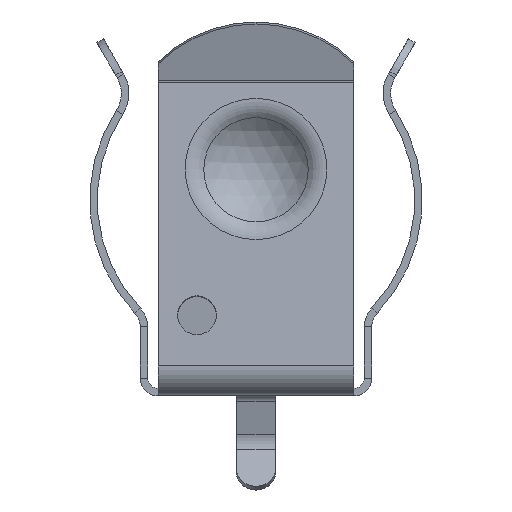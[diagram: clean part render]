
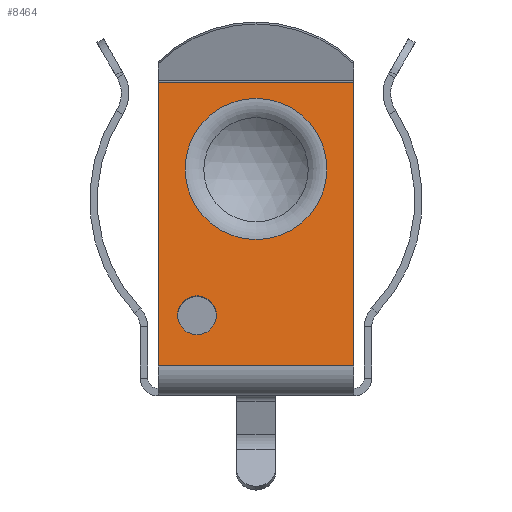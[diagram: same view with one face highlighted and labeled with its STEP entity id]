
A CAD part, front view. The second image highlights one B-rep face of the part: STEP entity #8464.
In plain terms, the highlighted planar face has unit normal (0, -0.996, 0.087).
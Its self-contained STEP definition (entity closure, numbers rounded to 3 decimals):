
#8312 = CYLINDRICAL_SURFACE('',#8313,0.787);
#8313 = AXIS2_PLACEMENT_3D('',#8314,#8315,#8316);
#8314 = CARTESIAN_POINT('',(-2.388,-26.101,3.265));
#8315 = DIRECTION('',(0.,0.996,
    -0.087));
#8316 = DIRECTION('',(0.,-0.087,
    -0.996));
#8343 = PLANE('',#8344);
#8344 = AXIS2_PLACEMENT_3D('',#8345,#8346,#8347);
#8345 = CARTESIAN_POINT('',(3.962,-25.278,12.679));
#8346 = DIRECTION('',(-1.,0.,0.));
#8347 = DIRECTION('',(0.,0.,1.));
#8398 = PLANE('',#8399);
#8399 = AXIS2_PLACEMENT_3D('',#8400,#8401,#8402);
#8400 = CARTESIAN_POINT('',(-3.962,-26.358,0.331));
#8401 = DIRECTION('',(1.,0.,0.));
#8402 = DIRECTION('',(0.,0.,-1.));
#8464 = ADVANCED_FACE('',(#8465,#8572,#8597),#8479,.F.);
#8465 = FACE_BOUND('',#8466,.T.);
#8466 = EDGE_LOOP('',(#8467,#8501,#8524,#8551));
#8467 = ORIENTED_EDGE('',*,*,#8468,.F.);
#8468 = EDGE_CURVE('',#8469,#8471,#8473,.T.);
#8469 = VERTEX_POINT('',#8470);
#8470 = CARTESIAN_POINT('',(3.962,-26.281,1.215));
#8471 = VERTEX_POINT('',#8472);
#8472 = CARTESIAN_POINT('',(-3.962,-26.281,1.215));
#8473 = SURFACE_CURVE('',#8474,(#8478,#8490),.PCURVE_S1.);
#8474 = LINE('',#8475,#8476);
#8475 = CARTESIAN_POINT('',(-3.962,-26.281,1.215));
#8476 = VECTOR('',#8477,1.);
#8477 = DIRECTION('',(-1.,0.,0.));
#8478 = PCURVE('',#8479,#8484);
#8479 = PLANE('',#8480);
#8480 = AXIS2_PLACEMENT_3D('',#8481,#8482,#8483);
#8481 = CARTESIAN_POINT('',(0.,-26.336,
    0.58));
#8482 = DIRECTION('',(0.,0.996,
    -0.087));
#8483 = DIRECTION('',(0.,-0.087,
    -0.996));
#8484 = DEFINITIONAL_REPRESENTATION('',(#8485),#8489);
#8485 = LINE('',#8486,#8487);
#8486 = CARTESIAN_POINT('',(-0.637,3.962));
#8487 = VECTOR('',#8488,1.);
#8488 = DIRECTION('',(0.,1.));
#8489 = ( GEOMETRIC_REPRESENTATION_CONTEXT(2) 
PARAMETRIC_REPRESENTATION_CONTEXT() REPRESENTATION_CONTEXT('2D SPACE',''
  ) );
#8490 = PCURVE('',#8491,#8496);
#8491 = CYLINDRICAL_SURFACE('',#8492,1.118);
#8492 = AXIS2_PLACEMENT_3D('',#8493,#8494,#8495);
#8493 = CARTESIAN_POINT('',(3.962,-25.167,1.118));
#8494 = DIRECTION('',(1.,0.,0.));
#8495 = DIRECTION('',(0.,-0.996,
    0.087));
#8496 = DEFINITIONAL_REPRESENTATION('',(#8497),#8500);
#8497 = B_SPLINE_CURVE_WITH_KNOTS('',1,(#8498,#8499),.UNSPECIFIED.,.F.,
  .F.,(2,2),(-7.925,0.),.PIECEWISE_BEZIER_KNOTS.);
#8498 = CARTESIAN_POINT('',(0.,0.));
#8499 = CARTESIAN_POINT('',(0.,-7.925));
#8500 = ( GEOMETRIC_REPRESENTATION_CONTEXT(2) 
PARAMETRIC_REPRESENTATION_CONTEXT() REPRESENTATION_CONTEXT('2D SPACE',''
  ) );
#8501 = ORIENTED_EDGE('',*,*,#8502,.T.);
#8502 = EDGE_CURVE('',#8469,#8503,#8505,.T.);
#8503 = VERTEX_POINT('',#8504);
#8504 = CARTESIAN_POINT('',(3.962,-25.278,12.679));
#8505 = SURFACE_CURVE('',#8506,(#8510,#8517),.PCURVE_S1.);
#8506 = LINE('',#8507,#8508);
#8507 = CARTESIAN_POINT('',(3.962,-26.336,0.58));
#8508 = VECTOR('',#8509,1.);
#8509 = DIRECTION('',(0.,0.087,
    0.996));
#8510 = PCURVE('',#8479,#8511);
#8511 = DEFINITIONAL_REPRESENTATION('',(#8512),#8516);
#8512 = LINE('',#8513,#8514);
#8513 = CARTESIAN_POINT('',(0.,-3.962));
#8514 = VECTOR('',#8515,1.);
#8515 = DIRECTION('',(-1.,0.));
#8516 = ( GEOMETRIC_REPRESENTATION_CONTEXT(2) 
PARAMETRIC_REPRESENTATION_CONTEXT() REPRESENTATION_CONTEXT('2D SPACE',''
  ) );
#8517 = PCURVE('',#8343,#8518);
#8518 = DEFINITIONAL_REPRESENTATION('',(#8519),#8523);
#8519 = LINE('',#8520,#8521);
#8520 = CARTESIAN_POINT('',(-12.099,-1.059));
#8521 = VECTOR('',#8522,1.);
#8522 = DIRECTION('',(0.996,0.087));
#8523 = ( GEOMETRIC_REPRESENTATION_CONTEXT(2) 
PARAMETRIC_REPRESENTATION_CONTEXT() REPRESENTATION_CONTEXT('2D SPACE',''
  ) );
#8524 = ORIENTED_EDGE('',*,*,#8525,.T.);
#8525 = EDGE_CURVE('',#8503,#8526,#8528,.T.);
#8526 = VERTEX_POINT('',#8527);
#8527 = CARTESIAN_POINT('',(-3.962,-25.278,12.679));
#8528 = SURFACE_CURVE('',#8529,(#8533,#8540),.PCURVE_S1.);
#8529 = LINE('',#8530,#8531);
#8530 = CARTESIAN_POINT('',(0.,-25.278,
    12.679));
#8531 = VECTOR('',#8532,1.);
#8532 = DIRECTION('',(-1.,0.,0.));
#8533 = PCURVE('',#8479,#8534);
#8534 = DEFINITIONAL_REPRESENTATION('',(#8535),#8539);
#8535 = LINE('',#8536,#8537);
#8536 = CARTESIAN_POINT('',(-12.145,0.));
#8537 = VECTOR('',#8538,1.);
#8538 = DIRECTION('',(0.,1.));
#8539 = ( GEOMETRIC_REPRESENTATION_CONTEXT(2) 
PARAMETRIC_REPRESENTATION_CONTEXT() REPRESENTATION_CONTEXT('2D SPACE',''
  ) );
#8540 = PCURVE('',#8541,#8546);
#8541 = CYLINDRICAL_SURFACE('',#8542,0.254);
#8542 = AXIS2_PLACEMENT_3D('',#8543,#8544,#8545);
#8543 = CARTESIAN_POINT('',(-3.962,-25.531,12.702));
#8544 = DIRECTION('',(-1.,0.,0.));
#8545 = DIRECTION('',(0.,0.966,0.259)
  );
#8546 = DEFINITIONAL_REPRESENTATION('',(#8547),#8550);
#8547 = B_SPLINE_CURVE_WITH_KNOTS('',1,(#8548,#8549),.UNSPECIFIED.,.F.,
  .F.,(2,2),(-3.962,3.962),.PIECEWISE_BEZIER_KNOTS.);
#8548 = CARTESIAN_POINT('',(0.349,-7.925));
#8549 = CARTESIAN_POINT('',(0.349,0.));
#8550 = ( GEOMETRIC_REPRESENTATION_CONTEXT(2) 
PARAMETRIC_REPRESENTATION_CONTEXT() REPRESENTATION_CONTEXT('2D SPACE',''
  ) );
#8551 = ORIENTED_EDGE('',*,*,#8552,.T.);
#8552 = EDGE_CURVE('',#8526,#8471,#8553,.T.);
#8553 = SURFACE_CURVE('',#8554,(#8558,#8565),.PCURVE_S1.);
#8554 = LINE('',#8555,#8556);
#8555 = CARTESIAN_POINT('',(-3.962,-26.336,0.58));
#8556 = VECTOR('',#8557,1.);
#8557 = DIRECTION('',(0.,-0.087,
    -0.996));
#8558 = PCURVE('',#8479,#8559);
#8559 = DEFINITIONAL_REPRESENTATION('',(#8560),#8564);
#8560 = LINE('',#8561,#8562);
#8561 = CARTESIAN_POINT('',(0.,3.962));
#8562 = VECTOR('',#8563,1.);
#8563 = DIRECTION('',(1.,0.));
#8564 = ( GEOMETRIC_REPRESENTATION_CONTEXT(2) 
PARAMETRIC_REPRESENTATION_CONTEXT() REPRESENTATION_CONTEXT('2D SPACE',''
  ) );
#8565 = PCURVE('',#8398,#8566);
#8566 = DEFINITIONAL_REPRESENTATION('',(#8567),#8571);
#8567 = LINE('',#8568,#8569);
#8568 = CARTESIAN_POINT('',(-0.249,0.022));
#8569 = VECTOR('',#8570,1.);
#8570 = DIRECTION('',(0.996,-0.087));
#8571 = ( GEOMETRIC_REPRESENTATION_CONTEXT(2) 
PARAMETRIC_REPRESENTATION_CONTEXT() REPRESENTATION_CONTEXT('2D SPACE',''
  ) );
#8572 = FACE_BOUND('',#8573,.T.);
#8573 = EDGE_LOOP('',(#8574));
#8574 = ORIENTED_EDGE('',*,*,#8575,.T.);
#8575 = EDGE_CURVE('',#8576,#8576,#8578,.T.);
#8576 = VERTEX_POINT('',#8577);
#8577 = CARTESIAN_POINT('',(-2.388,-26.17,2.48));
#8578 = SURFACE_CURVE('',#8579,(#8584,#8591),.PCURVE_S1.);
#8579 = CIRCLE('',#8580,0.787);
#8580 = AXIS2_PLACEMENT_3D('',#8581,#8582,#8583);
#8581 = CARTESIAN_POINT('',(-2.388,-26.101,3.265));
#8582 = DIRECTION('',(0.,0.996,
    -0.087));
#8583 = DIRECTION('',(0.,-0.087,
    -0.996));
#8584 = PCURVE('',#8479,#8585);
#8585 = DEFINITIONAL_REPRESENTATION('',(#8586),#8590);
#8586 = CIRCLE('',#8587,0.787);
#8587 = AXIS2_PLACEMENT_2D('',#8588,#8589);
#8588 = CARTESIAN_POINT('',(-2.695,2.388));
#8589 = DIRECTION('',(1.,0.));
#8590 = ( GEOMETRIC_REPRESENTATION_CONTEXT(2) 
PARAMETRIC_REPRESENTATION_CONTEXT() REPRESENTATION_CONTEXT('2D SPACE',''
  ) );
#8591 = PCURVE('',#8312,#8592);
#8592 = DEFINITIONAL_REPRESENTATION('',(#8593),#8596);
#8593 = B_SPLINE_CURVE_WITH_KNOTS('',1,(#8594,#8595),.UNSPECIFIED.,.F.,
  .F.,(2,2),(0.,6.283),.PIECEWISE_BEZIER_KNOTS.);
#8594 = CARTESIAN_POINT('',(0.,0.));
#8595 = CARTESIAN_POINT('',(6.283,0.));
#8596 = ( GEOMETRIC_REPRESENTATION_CONTEXT(2) 
PARAMETRIC_REPRESENTATION_CONTEXT() REPRESENTATION_CONTEXT('2D SPACE',''
  ) );
#8597 = FACE_BOUND('',#8598,.T.);
#8598 = EDGE_LOOP('',(#8599));
#8599 = ORIENTED_EDGE('',*,*,#8600,.T.);
#8600 = EDGE_CURVE('',#8601,#8601,#8603,.T.);
#8601 = VERTEX_POINT('',#8602);
#8602 = CARTESIAN_POINT('',(0.,-25.334,
    12.042));
#8603 = SURFACE_CURVE('',#8604,(#8609,#8616),.PCURVE_S1.);
#8604 = CIRCLE('',#8605,2.867);
#8605 = AXIS2_PLACEMENT_3D('',#8606,#8607,#8608);
#8606 = CARTESIAN_POINT('',(0.,-25.583,
    9.186));
#8607 = DIRECTION('',(0.,0.996,
    -0.087));
#8608 = DIRECTION('',(0.,0.087,
    0.996));
#8609 = PCURVE('',#8479,#8610);
#8610 = DEFINITIONAL_REPRESENTATION('',(#8611),#8615);
#8611 = CIRCLE('',#8612,2.867);
#8612 = AXIS2_PLACEMENT_2D('',#8613,#8614);
#8613 = CARTESIAN_POINT('',(-8.638,0.));
#8614 = DIRECTION('',(-1.,0.));
#8615 = ( GEOMETRIC_REPRESENTATION_CONTEXT(2) 
PARAMETRIC_REPRESENTATION_CONTEXT() REPRESENTATION_CONTEXT('2D SPACE',''
  ) );
#8616 = PCURVE('',#8617,#8622);
#8617 = TOROIDAL_SURFACE('',#8618,2.867,1.016);
#8618 = AXIS2_PLACEMENT_3D('',#8619,#8620,#8621);
#8619 = CARTESIAN_POINT('',(0.,-24.571,
    9.097));
#8620 = DIRECTION('',(0.,-0.996,
    0.087));
#8621 = DIRECTION('',(0.,0.087,
    0.996));
#8622 = DEFINITIONAL_REPRESENTATION('',(#8623),#8626);
#8623 = B_SPLINE_CURVE_WITH_KNOTS('',1,(#8624,#8625),.UNSPECIFIED.,.F.,
  .F.,(2,2),(0.,6.283),.PIECEWISE_BEZIER_KNOTS.);
#8624 = CARTESIAN_POINT('',(6.283,7.854));
#8625 = CARTESIAN_POINT('',(0.,7.854));
#8626 = ( GEOMETRIC_REPRESENTATION_CONTEXT(2) 
PARAMETRIC_REPRESENTATION_CONTEXT() REPRESENTATION_CONTEXT('2D SPACE',''
  ) );
